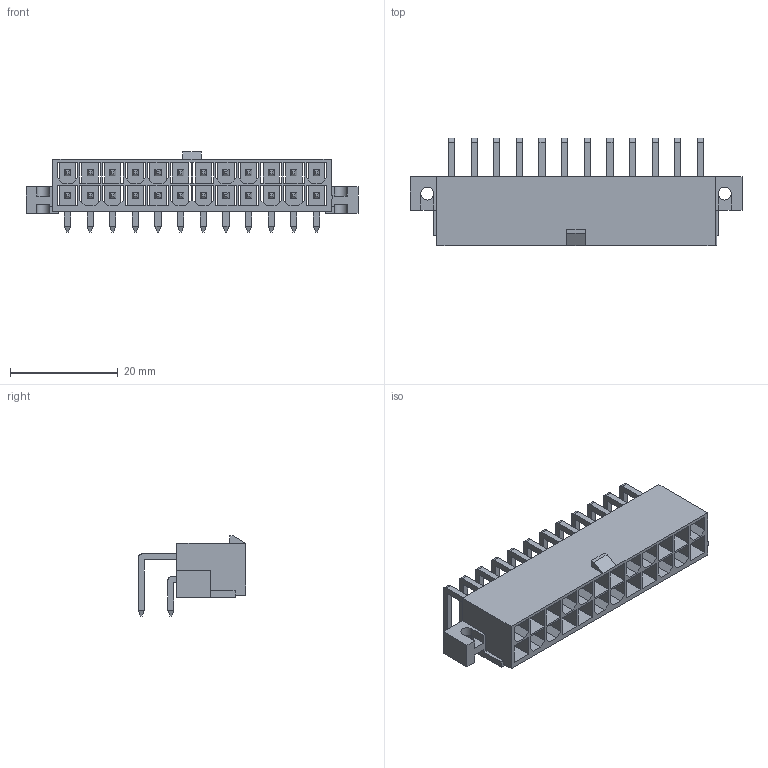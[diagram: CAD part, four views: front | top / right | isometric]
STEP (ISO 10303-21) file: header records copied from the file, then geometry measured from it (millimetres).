
FILE_DESCRIPTION(/* description */ ('Unknown'),/* implementation_level */ '2;1');
FILE_NAME(/* name */ '64902421022',/* time_stamp */ '2019-08-05T11:13:37+02:00',/* author */ ('Unknown'),/* organization */ ('Unknown'),/* preprocessor_version */ 'ST-DEVELOPER v16.7',/* originating_system */ 'DEX',/* authorisation */ $);
FILE_SCHEMA (('TECHNICAL_DATA_PACKAGING','AUTOMOTIVE_DESIGN {1 0 10303 214 3 1 1}'));
Length unit declared in the file: millimetre
Products named in the file (4): 6490xx21022; 64902421022; 6490xx21022_PIN; 6490xx21022_PIN_BIS
Assembly tree (25 placements, depth 2):
  6490xx21022
    64902421022
    6490xx21022_PIN  x12
    6490xx21022_PIN_BIS  x12
Bounding box: 61.6 x 19.97 x 14.9 mm (x, y, z)
Volume: 3513.1 mm3; surface area: 10094.7 mm2
Topology: 25 solids, 25 shells, 809 faces, 2089 edges, 1312 vertices
Faces by surface type: plane 778, cylinder 31
Entity records: 14641 total; most frequent: CARTESIAN_POINT 2564, ORIENTED_EDGE 2550, DIRECTION 2215, EDGE_CURVE 1275, LINE 1257, VECTOR 1257, VERTEX_POINT 828, EDGE_LOOP 569
